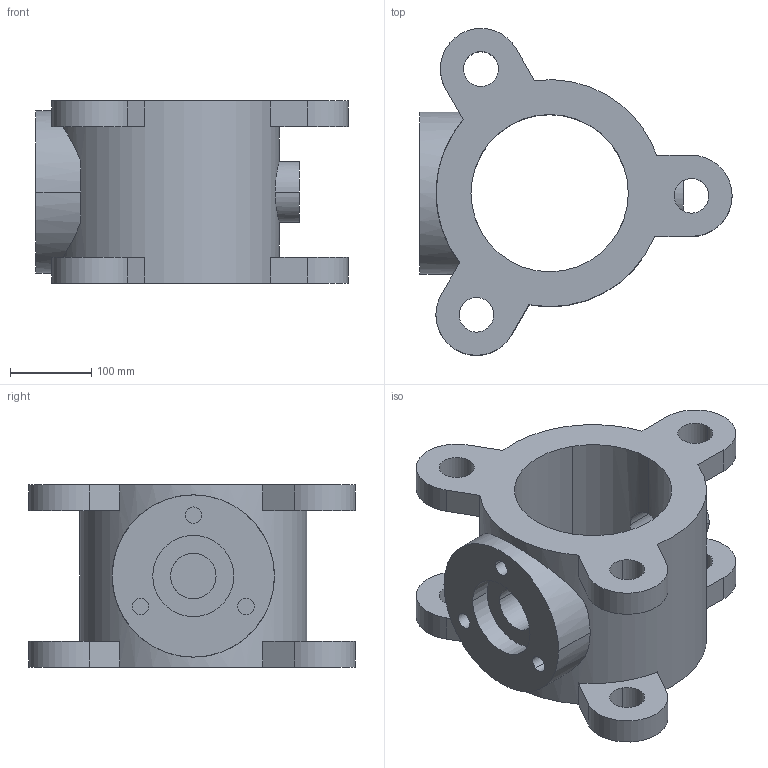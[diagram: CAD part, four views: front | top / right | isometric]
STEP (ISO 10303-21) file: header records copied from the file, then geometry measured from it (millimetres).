
FILE_DESCRIPTION(('CATIA V5 STEP Exchange'),'2;1');
FILE_NAME('Body.stp','2022-03-20T02:13:26+00:00',('none'),('none'),'CATIA Version 5 Release 21 GA (IN-10)','CATIA V5 STEP AP203','none');
FILE_SCHEMA(('CONFIG_CONTROL_DESIGN'));
Length unit declared in the file: millimetre
Products named in the file (1): Part1
Bounding box: 384.97 x 403.06 x 225 mm (x, y, z)
Volume: 9005986.5 mm3; surface area: 582110.2 mm2
Topology: 1 solids, 1 shells, 67 faces, 184 edges, 124 vertices
Faces by surface type: cylinder 38, plane 29
Entity records: 2140 total; most frequent: CARTESIAN_POINT 520, ORIENTED_EDGE 368, DIRECTION 234, EDGE_CURVE 184, VERTEX_POINT 124, AXIS2_PLACEMENT_3D 120, CIRCLE 88, EDGE_LOOP 88
